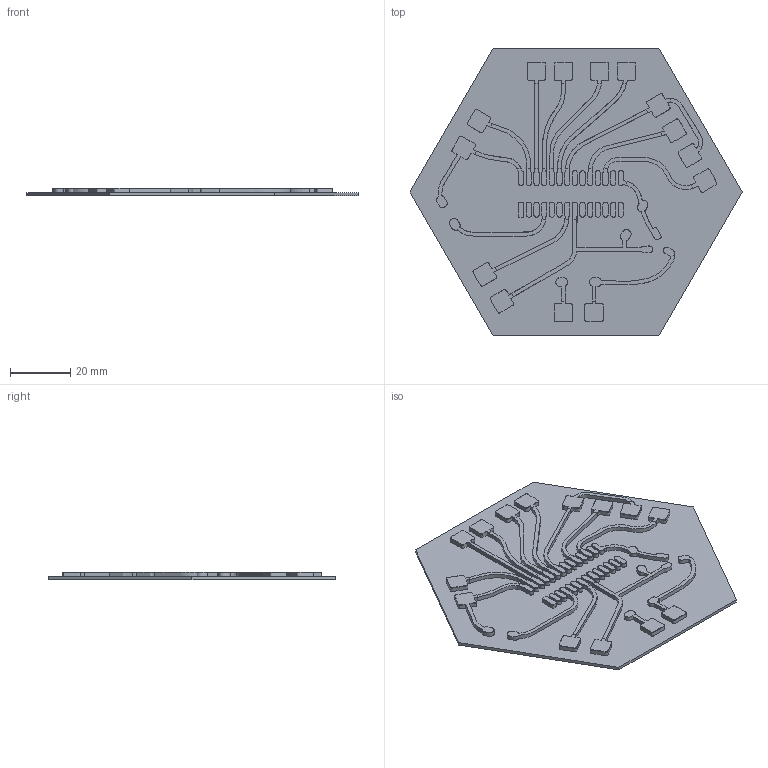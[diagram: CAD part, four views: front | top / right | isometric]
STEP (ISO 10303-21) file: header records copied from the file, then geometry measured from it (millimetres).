
FILE_DESCRIPTION(/* description */ (''),/* implementation_level */ '2;1');
FILE_NAME(/* name */ 'hex-tile-rounded v8.step',/* time_stamp */ '2023-10-08T12:11:52+02:00',/* author */ (''),/* organization */ (''),/* preprocessor_version */ 'ST-DEVELOPER v20',/* originating_system */ 'Autodesk Translation Framework v12.9.0.99',/* authorisation */ '');
FILE_SCHEMA (('AUTOMOTIVE_DESIGN { 1 0 10303 214 3 1 1 }'));
Length unit declared in the file: millimetre
Products named in the file (2): hex-tile-rounded; Component1
Assembly tree (1 placements, depth 2):
  hex-tile-rounded
    Component1
Bounding box: 110 x 95.26 x 2.6 mm (x, y, z)
Volume: 10688.4 mm3; surface area: 21687 mm2
Topology: 43 solids, 43 shells, 259 faces, 429 edges, 284 vertices
Faces by surface type: plane 152, bspline 107
Entity records: 22820 total; most frequent: CARTESIAN_POINT 18652, ORIENTED_EDGE 858, DIRECTION 525, EDGE_CURVE 429, EDGE_LOOP 289, VERTEX_POINT 284, FACE_OUTER_BOUND 259, ADVANCED_FACE 259
